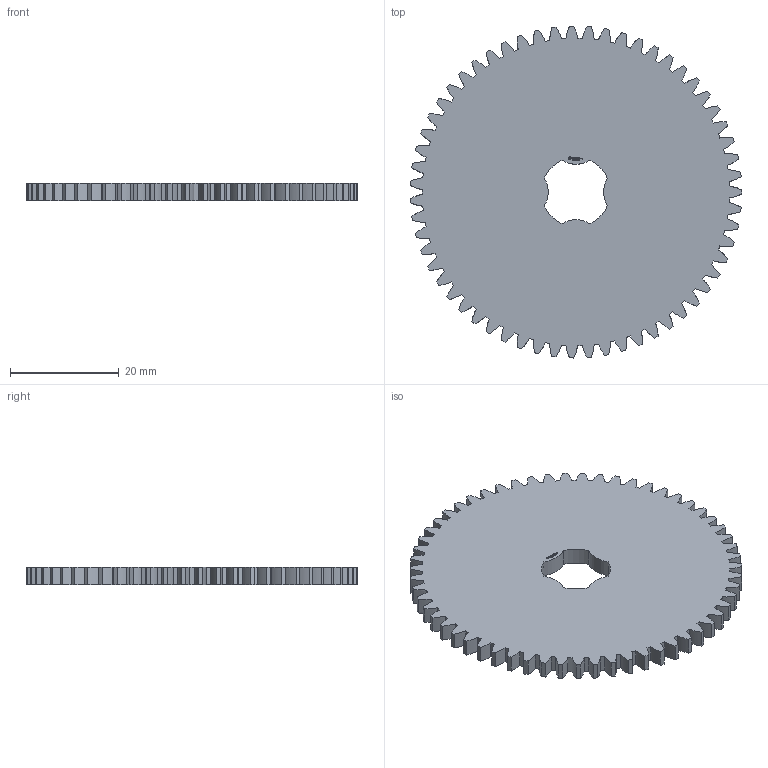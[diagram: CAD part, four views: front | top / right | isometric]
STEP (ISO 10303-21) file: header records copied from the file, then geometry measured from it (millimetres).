
FILE_DESCRIPTION(('FreeCAD Model'),'2;1');
FILE_NAME('Open CASCADE Shape Model','2024-03-10T19:51:36',(''),(''), 'Open CASCADE STEP processor 7.6','FreeCAD','Unknown');
FILE_SCHEMA(('AUTOMOTIVE_DESIGN { 1 0 10303 214 1 1 1 1 }'));
Products named in the file (1): Gear Wheel PLN TTH59 BU00.25 SFT-SHD - SPN-GWH-0213 (stemfie.org)
Bounding box: 60.97 x 60.99 x 3.12 mm (x, y, z)
Volume: 8156.7 mm3; surface area: 6519.1 mm2
Topology: 1 solids, 1 shells, 715 faces, 2052 edges, 1368 vertices
Faces by surface type: extrusion 382, plane 325, cylinder 8
Entity records: 66006 total; most frequent: CARTESIAN_POINT 22690, DIRECTION 5694, VECTOR 4978, LINE 4596, ORIENTED_EDGE 4104, PCURVE 4104, DEFINITIONAL_REPRESENTATION 4104, EDGE_CURVE 2052
